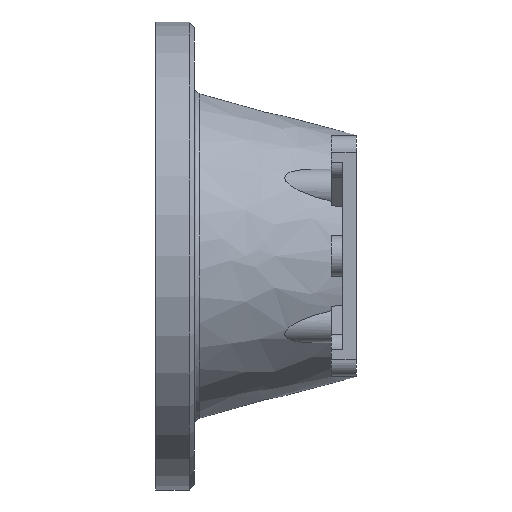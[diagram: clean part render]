
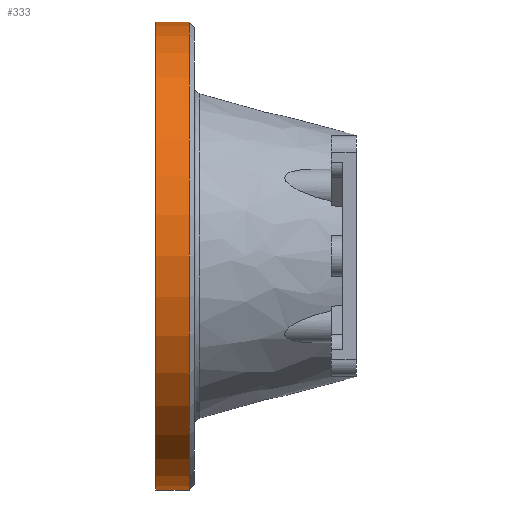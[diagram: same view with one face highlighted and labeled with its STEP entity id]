
A CAD part, front view. The second image highlights one B-rep face of the part: STEP entity #333.
In plain terms, the highlighted cylindrical face has radius 70 mm (diameter 140 mm), a full revolution.
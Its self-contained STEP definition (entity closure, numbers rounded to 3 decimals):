
#269=CARTESIAN_POINT('',(395.724,603.183,-11.814));
#270=VERTEX_POINT('',#269);
#277=CARTESIAN_POINT('',(395.724,463.183,-11.814));
#278=VERTEX_POINT('',#277);
#279=CARTESIAN_POINT('',(395.724,533.183,-11.814));
#280=DIRECTION('',(1.0,0.0,0.0));
#281=DIRECTION('',(0.0,1.0,0.0));
#282=AXIS2_PLACEMENT_3D('',#279,#280,#281);
#283=CIRCLE('',#282,70.0);
#284=EDGE_CURVE('',#270,#278,#283,.T.);
#286=CARTESIAN_POINT('',(395.724,533.183,-11.814));
#287=DIRECTION('',(1.0,0.0,0.0));
#288=DIRECTION('',(0.0,1.0,0.0));
#289=AXIS2_PLACEMENT_3D('',#286,#287,#288);
#290=CIRCLE('',#289,70.0);
#291=EDGE_CURVE('',#278,#270,#290,.T.);
#299=CARTESIAN_POINT('',(395.724,533.183,-11.814));
#300=DIRECTION('',(1.0,0.0,0.0));
#301=DIRECTION('',(0.0,1.0,0.0));
#302=AXIS2_PLACEMENT_3D('',#299,#300,#301);
#303=CYLINDRICAL_SURFACE('',#302,70.0);
#304=CARTESIAN_POINT('',(385.7,603.183,-11.814));
#305=VERTEX_POINT('',#304);
#306=CARTESIAN_POINT('',(395.724,603.183,-11.814));
#307=DIRECTION('',(-1.0,0.0,0.0));
#308=VECTOR('',#307,10.025);
#309=LINE('',#306,#308);
#310=EDGE_CURVE('',#270,#305,#309,.T.);
#311=ORIENTED_EDGE('',*,*,#310,.T.);
#312=CARTESIAN_POINT('',(385.7,463.183,-11.814));
#313=VERTEX_POINT('',#312);
#314=CARTESIAN_POINT('',(385.7,533.183,-11.814));
#315=DIRECTION('',(1.0,0.0,0.0));
#316=DIRECTION('',(0.0,1.0,0.0));
#317=AXIS2_PLACEMENT_3D('',#314,#315,#316);
#318=CIRCLE('',#317,70.0);
#319=EDGE_CURVE('',#305,#313,#318,.T.);
#320=ORIENTED_EDGE('',*,*,#319,.T.);
#321=CARTESIAN_POINT('',(385.7,533.183,-11.814));
#322=DIRECTION('',(1.0,0.0,0.0));
#323=DIRECTION('',(0.0,1.0,0.0));
#324=AXIS2_PLACEMENT_3D('',#321,#322,#323);
#325=CIRCLE('',#324,70.0);
#326=EDGE_CURVE('',#313,#305,#325,.T.);
#327=ORIENTED_EDGE('',*,*,#326,.T.);
#328=ORIENTED_EDGE('',*,*,#310,.F.);
#329=ORIENTED_EDGE('',*,*,#291,.F.);
#330=ORIENTED_EDGE('',*,*,#284,.F.);
#331=EDGE_LOOP('',(#311,#320,#327,#328,#329,#330));
#332=FACE_OUTER_BOUND('',#331,.T.);
#333=ADVANCED_FACE('',(#332),#303,.T.);
